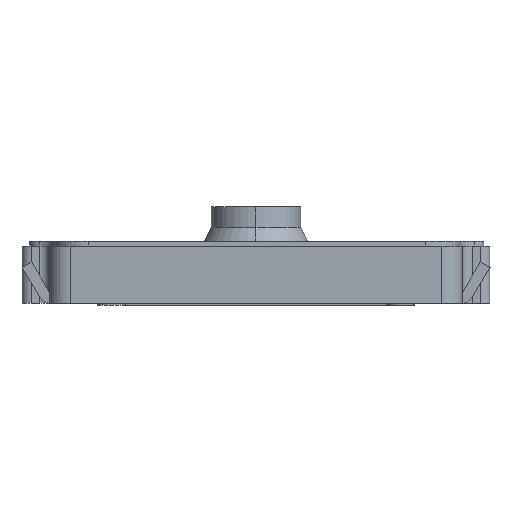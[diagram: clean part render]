
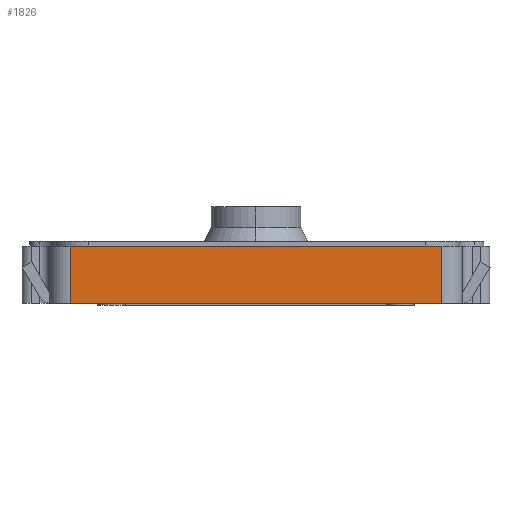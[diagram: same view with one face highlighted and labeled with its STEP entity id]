
A CAD part, front view. The second image highlights one B-rep face of the part: STEP entity #1826.
In plain terms, the highlighted face is planar.
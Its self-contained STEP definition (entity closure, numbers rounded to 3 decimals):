
#86 = VERTEX_POINT ( 'NONE', #4075 ) ;
#147 = ORIENTED_EDGE ( 'NONE', *, *, #3668, .F. ) ;
#196 = PLANE ( 'NONE',  #3714 ) ;
#226 = DIRECTION ( 'NONE',  ( -1., 0., 0. ) ) ;
#326 = CARTESIAN_POINT ( 'NONE',  ( 1.355, 0.153, -1.45 ) ) ;
#405 = EDGE_CURVE ( 'NONE', #3606, #3424, #2140, .T. ) ;
#458 = VECTOR ( 'NONE', #1066, 1000. ) ;
#551 = CARTESIAN_POINT ( 'NONE',  ( -1.345, 0.153, -1.45 ) ) ;
#575 = DIRECTION ( 'NONE',  ( 1., 0., 0. ) ) ;
#845 = ORIENTED_EDGE ( 'NONE', *, *, #2741, .F. ) ;
#903 = CARTESIAN_POINT ( 'NONE',  ( -1.345, -0.237, -1.45 ) ) ;
#1066 = DIRECTION ( 'NONE',  ( 0., 1., 0. ) ) ;
#1071 = LINE ( 'NONE', #2241, #1436 ) ;
#1362 = LINE ( 'NONE', #326, #458 ) ;
#1411 = DIRECTION ( 'NONE',  ( 0., -1., 0. ) ) ;
#1436 = VECTOR ( 'NONE', #226, 1000. ) ;
#1651 = ORIENTED_EDGE ( 'NONE', *, *, #405, .F. ) ;
#1729 = VERTEX_POINT ( 'NONE', #4258 ) ;
#1769 = EDGE_CURVE ( 'NONE', #86, #3606, #1071, .T. ) ;
#1826 = ADVANCED_FACE ( 'NONE', ( #2960 ), #196, .F. ) ;
#2041 = VECTOR ( 'NONE', #1411, 1000. ) ;
#2140 = LINE ( 'NONE', #4056, #2041 ) ;
#2241 = CARTESIAN_POINT ( 'NONE',  ( 1.355, 0.178, -1.45 ) ) ;
#2446 = EDGE_LOOP ( 'NONE', ( #147, #845, #1651, #4201 ) ) ;
#2741 = EDGE_CURVE ( 'NONE', #3424, #1729, #3787, .T. ) ;
#2824 = VECTOR ( 'NONE', #3157, 1000. ) ;
#2960 = FACE_OUTER_BOUND ( 'NONE', #2446, .T. ) ;
#3157 = DIRECTION ( 'NONE',  ( 1., 0., 0. ) ) ;
#3424 = VERTEX_POINT ( 'NONE', #903 ) ;
#3606 = VERTEX_POINT ( 'NONE', #4293 ) ;
#3668 = EDGE_CURVE ( 'NONE', #1729, #86, #1362, .T. ) ;
#3714 = AXIS2_PLACEMENT_3D ( 'NONE', #551, #3826, #575 ) ;
#3787 = LINE ( 'NONE', #3799, #2824 ) ;
#3799 = CARTESIAN_POINT ( 'NONE',  ( -1.345, -0.237, -1.45 ) ) ;
#3826 = DIRECTION ( 'NONE',  ( 0., 0., 1. ) ) ;
#4056 = CARTESIAN_POINT ( 'NONE',  ( -1.345, 0.153, -1.45 ) ) ;
#4075 = CARTESIAN_POINT ( 'NONE',  ( 1.355, 0.178, -1.45 ) ) ;
#4201 = ORIENTED_EDGE ( 'NONE', *, *, #1769, .F. ) ;
#4258 = CARTESIAN_POINT ( 'NONE',  ( 1.355, -0.237, -1.45 ) ) ;
#4293 = CARTESIAN_POINT ( 'NONE',  ( -1.345, 0.178, -1.45 ) ) ;
